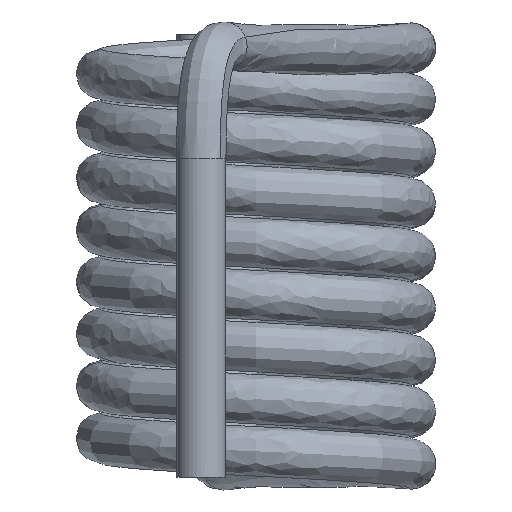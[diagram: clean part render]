
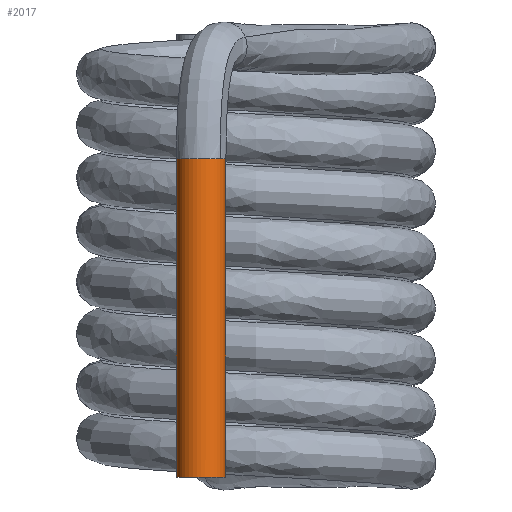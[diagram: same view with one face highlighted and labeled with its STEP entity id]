
A CAD part, front view. The second image highlights one B-rep face of the part: STEP entity #2017.
In plain terms, the highlighted cylindrical face has radius 0.475 mm (diameter 0.95 mm), a partial arc.
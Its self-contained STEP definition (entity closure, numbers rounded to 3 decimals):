
#26 = CARTESIAN_POINT ( 'NONE',  ( -1.527, -10.464, 5.871 ) ) ;
#44 = ORIENTED_EDGE ( 'NONE', *, *, #2249, .T. ) ;
#102 = VERTEX_POINT ( 'NONE', #1200 ) ;
#180 = CIRCLE ( 'NONE', #1865, 0.475 ) ;
#260 = DIRECTION ( 'NONE',  ( -1., 0., 0. ) ) ;
#286 = DIRECTION ( 'NONE',  ( 0., 0., -1. ) ) ;
#404 = DIRECTION ( 'NONE',  ( 0., 0., -1. ) ) ;
#586 = AXIS2_PLACEMENT_3D ( 'NONE', #1888, #3177, #1627 ) ;
#590 = EDGE_CURVE ( 'NONE', #2234, #677, #1634, .T. ) ;
#602 = VECTOR ( 'NONE', #2457, 1000. ) ;
#677 = VERTEX_POINT ( 'NONE', #2190 ) ;
#724 = CYLINDRICAL_SURFACE ( 'NONE', #3145, 0.475 ) ;
#797 = CARTESIAN_POINT ( 'NONE',  ( -1.052, -10.464, 5.871 ) ) ;
#857 = VERTEX_POINT ( 'NONE', #1378 ) ;
#929 = EDGE_LOOP ( 'NONE', ( #2837, #1543, #1667, #44, #1696 ) ) ;
#1063 = CIRCLE ( 'NONE', #2098, 0.475 ) ;
#1151 = CARTESIAN_POINT ( 'NONE',  ( -1.052, -10.464, -0.249 ) ) ;
#1200 = CARTESIAN_POINT ( 'NONE',  ( -0.577, -10.464, -0.249 ) ) ;
#1378 = CARTESIAN_POINT ( 'NONE',  ( -1.527, -10.464, -0.249 ) ) ;
#1407 = DIRECTION ( 'NONE',  ( -0.769, 0.639, 0. ) ) ;
#1543 = ORIENTED_EDGE ( 'NONE', *, *, #2606, .T. ) ;
#1622 = CARTESIAN_POINT ( 'NONE',  ( -0.577, -10.464, 5.871 ) ) ;
#1627 = DIRECTION ( 'NONE',  ( -0.769, 0.639, 0. ) ) ;
#1634 = CIRCLE ( 'NONE', #586, 0.475 ) ;
#1667 = ORIENTED_EDGE ( 'NONE', *, *, #590, .T. ) ;
#1692 = LINE ( 'NONE', #26, #2120 ) ;
#1696 = ORIENTED_EDGE ( 'NONE', *, *, #2944, .F. ) ;
#1865 = AXIS2_PLACEMENT_3D ( 'NONE', #1151, #2962, #1407 ) ;
#1866 = CARTESIAN_POINT ( 'NONE',  ( -0.687, -10.767, 5.871 ) ) ;
#1888 = CARTESIAN_POINT ( 'NONE',  ( -1.052, -10.464, 5.871 ) ) ;
#1972 = CARTESIAN_POINT ( 'NONE',  ( -1.052, -10.464, 5.871 ) ) ;
#2017 = ADVANCED_FACE ( 'NONE', ( #2441 ), #724, .T. ) ;
#2098 = AXIS2_PLACEMENT_3D ( 'NONE', #1972, #404, #2243 ) ;
#2120 = VECTOR ( 'NONE', #286, 1000. ) ;
#2190 = CARTESIAN_POINT ( 'NONE',  ( -1.527, -10.464, 5.871 ) ) ;
#2199 = CARTESIAN_POINT ( 'NONE',  ( -0.577, -10.464, 5.871 ) ) ;
#2234 = VERTEX_POINT ( 'NONE', #1866 ) ;
#2243 = DIRECTION ( 'NONE',  ( -0.769, 0.639, 0. ) ) ;
#2249 = EDGE_CURVE ( 'NONE', #677, #857, #1692, .T. ) ;
#2441 = FACE_OUTER_BOUND ( 'NONE', #929, .T. ) ;
#2457 = DIRECTION ( 'NONE',  ( 0., 0., -1. ) ) ;
#2506 = VERTEX_POINT ( 'NONE', #1622 ) ;
#2606 = EDGE_CURVE ( 'NONE', #2506, #2234, #1063, .T. ) ;
#2837 = ORIENTED_EDGE ( 'NONE', *, *, #3185, .F. ) ;
#2944 = EDGE_CURVE ( 'NONE', #102, #857, #180, .T. ) ;
#2962 = DIRECTION ( 'NONE',  ( 0., 0., -1. ) ) ;
#3118 = DIRECTION ( 'NONE',  ( 0., 0., -1. ) ) ;
#3145 = AXIS2_PLACEMENT_3D ( 'NONE', #797, #3118, #260 ) ;
#3177 = DIRECTION ( 'NONE',  ( 0., 0., -1. ) ) ;
#3185 = EDGE_CURVE ( 'NONE', #2506, #102, #3316, .T. ) ;
#3316 = LINE ( 'NONE', #2199, #602 ) ;
